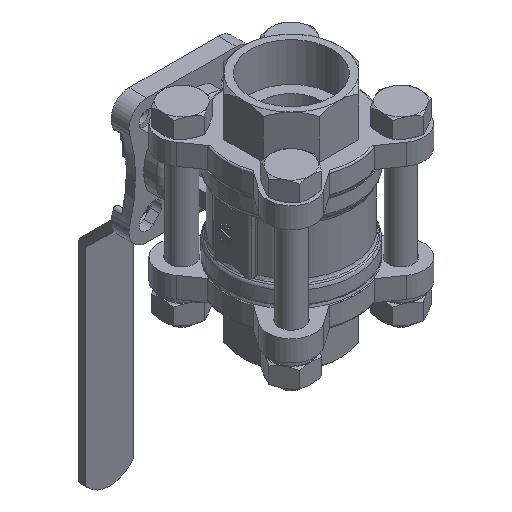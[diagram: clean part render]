
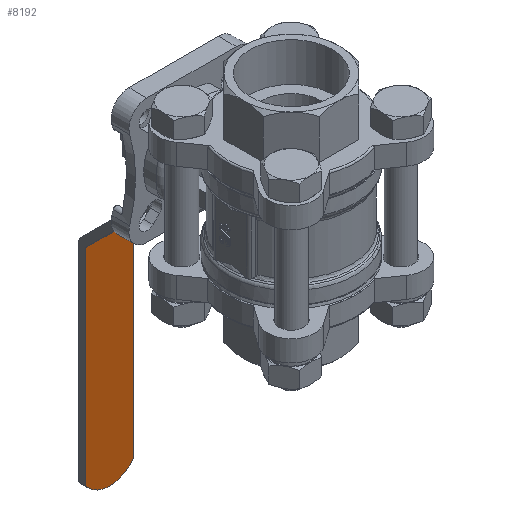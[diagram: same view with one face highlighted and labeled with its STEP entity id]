
A CAD part, isometric view. The second image highlights one B-rep face of the part: STEP entity #8192.
In plain terms, the highlighted planar face has unit normal (0, -1, 0).
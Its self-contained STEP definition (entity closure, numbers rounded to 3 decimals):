
#485=LINE('',#14795,#952);
#486=LINE('',#14798,#953);
#487=LINE('',#14802,#954);
#952=VECTOR('',#11204,1000.);
#953=VECTOR('',#11205,1000.);
#954=VECTOR('',#11208,1000.);
#1316=PLANE('',#9088);
#1709=CIRCLE('',#9089,10.);
#3926=ORIENTED_EDGE('',*,*,#5237,.T.);
#3927=ORIENTED_EDGE('',*,*,#5238,.T.);
#3928=ORIENTED_EDGE('',*,*,#5239,.T.);
#3929=ORIENTED_EDGE('',*,*,#5240,.T.);
#5237=EDGE_CURVE('',#6051,#6052,#485,.T.);
#5238=EDGE_CURVE('',#6052,#6053,#486,.T.);
#5239=EDGE_CURVE('',#6053,#6054,#1709,.F.);
#5240=EDGE_CURVE('',#6054,#6051,#487,.T.);
#6051=VERTEX_POINT('',#14796);
#6052=VERTEX_POINT('',#14797);
#6053=VERTEX_POINT('',#14799);
#6054=VERTEX_POINT('',#14801);
#6981=EDGE_LOOP('',(#3926,#3927,#3928,#3929));
#7570=FACE_BOUND('',#6981,.T.);
#8192=ADVANCED_FACE('',(#7570),#1316,.F.);
#9088=AXIS2_PLACEMENT_3D('',#14794,#11202,#11203);
#9089=AXIS2_PLACEMENT_3D('',#14800,#11206,#11207);
#11202=DIRECTION('',(0.,1.,0.));
#11203=DIRECTION('',(0.,0.,1.));
#11204=DIRECTION('',(-1.,0.,0.));
#11205=DIRECTION('',(0.,0.,-1.));
#11206=DIRECTION('',(0.,1.,0.));
#11207=DIRECTION('',(0.,0.,1.));
#11208=DIRECTION('',(0.,0.,1.));
#14794=CARTESIAN_POINT('',(9.5,21.5,-39.536));
#14795=CARTESIAN_POINT('',(9.5,21.5,-39.743));
#14796=CARTESIAN_POINT('',(8.,21.5,-39.743));
#14797=CARTESIAN_POINT('',(-8.,21.5,-39.743));
#14798=CARTESIAN_POINT('',(-8.,21.5,-39.536));
#14799=CARTESIAN_POINT('',(-8.,21.5,-109.));
#14800=CARTESIAN_POINT('',(0.,21.5,-103.));
#14801=CARTESIAN_POINT('',(8.,21.5,-109.));
#14802=CARTESIAN_POINT('',(8.,21.5,-39.536));
